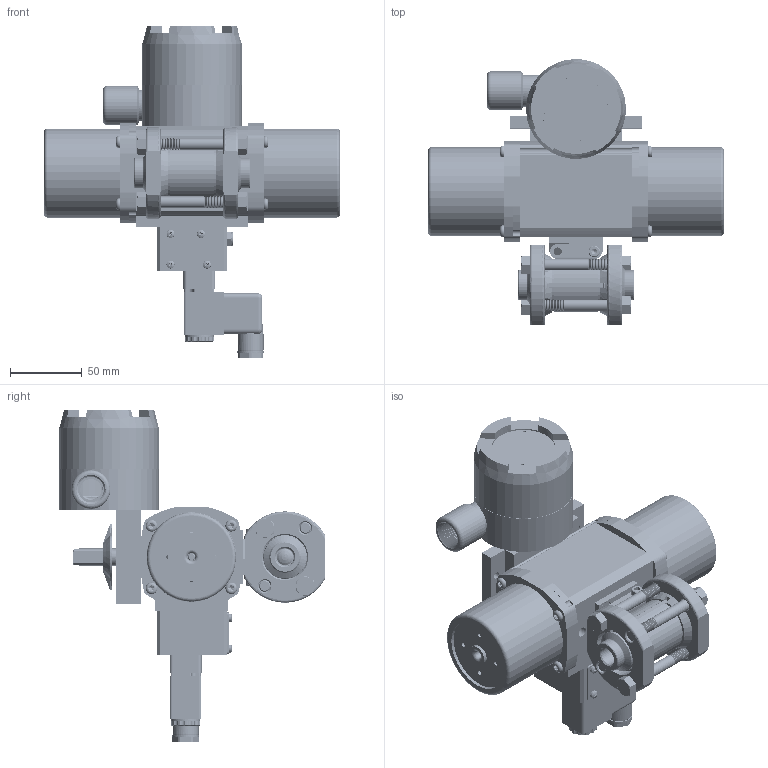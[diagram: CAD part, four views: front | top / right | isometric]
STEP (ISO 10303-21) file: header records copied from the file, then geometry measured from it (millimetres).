
FILE_DESCRIPTION (( 'STEP AP203' ), '1' );
FILE_NAME ('25XXTSWSA512SR3GPDSLS.step', '2018-06-12T17:44:48', ( '' ), ( '' ), 'SwSTEP 2.0', 'SolidWorks 2017', '' );
FILE_SCHEMA (( 'CONFIG_CONTROL_DESIGN' ));
Products named in the file (1): 25XXTSWSA512SR3GPDSLS
Bounding box: 206.12 x 184.85 x 231.11 mm (x, y, z)
Volume: 874194.1 mm3; surface area: 363969.3 mm2
Topology: 66 solids, 66 shells, 6435 faces, 17183 edges, 10957 vertices
Faces by surface type: cylinder 3115, cone 2038, plane 904, torus 226, bspline 138, sphere 14
Entity records: 253515 total; most frequent: CARTESIAN_POINT 97086, ORIENTED_EDGE 34054, DIRECTION 33174, EDGE_CURVE 17027, AXIS2_PLACEMENT_3D 13474, VERTEX_POINT 10953, CIRCLE 7176, EDGE_LOOP 6928
